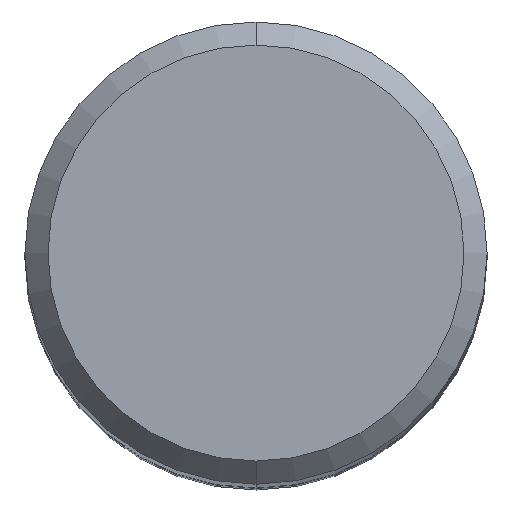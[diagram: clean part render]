
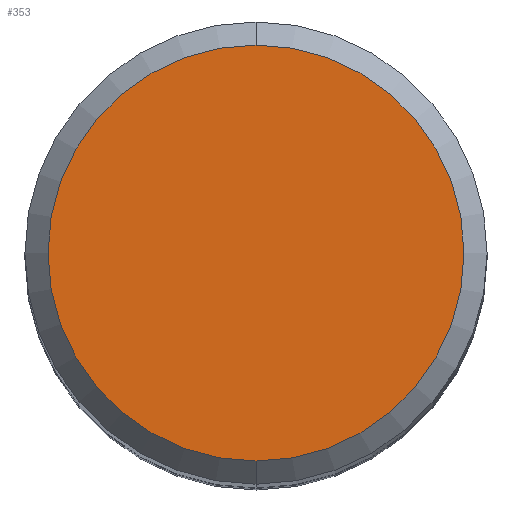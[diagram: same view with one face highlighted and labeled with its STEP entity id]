
A CAD part, top view. The second image highlights one B-rep face of the part: STEP entity #353.
In plain terms, the highlighted planar face has unit normal (0, 0, 1).
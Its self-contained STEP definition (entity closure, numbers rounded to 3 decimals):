
#259=VERTEX_POINT('',#585);
#301=EDGE_CURVE('',#259,#439,#634,.T.);
#347=EDGE_CURVE('',#439,#259,#683,.T.);
#353=ADVANCED_FACE('',(#690),#691,.T.);
#439=VERTEX_POINT('',#786);
#585=CARTESIAN_POINT('',(0.0,5.4,0.0));
#634=CIRCLE('',#1102,5.4);
#683=CIRCLE('',#1233,5.4);
#690=FACE_OUTER_BOUND('',#1240,.T.);
#691=PLANE('',#1241);
#786=CARTESIAN_POINT('',(0.,-5.4,0.0));
#1102=AXIS2_PLACEMENT_3D('',#1719,#1720,#1721);
#1233=AXIS2_PLACEMENT_3D('',#1755,#1756,#1757);
#1240=EDGE_LOOP('',(#1769,#1770));
#1241=AXIS2_PLACEMENT_3D('',#1771,#1772,#1773);
#1719=CARTESIAN_POINT('',(0.0,0.0,0.0));
#1720=DIRECTION('',(0.0,0.0,-1.0));
#1721=DIRECTION('',(0.0,1.0,0.0));
#1755=CARTESIAN_POINT('',(0.0,0.0,0.0));
#1756=DIRECTION('',(0.0,0.0,-1.0));
#1757=DIRECTION('',(0.0,1.0,0.0));
#1769=ORIENTED_EDGE('',*,*,#301,.F.);
#1770=ORIENTED_EDGE('',*,*,#347,.F.);
#1771=CARTESIAN_POINT('',(0.0,2.7,0.0));
#1772=DIRECTION('',(-0.0,0.0,1.0));
#1773=DIRECTION('',(0.0,-1.0,0.0));
